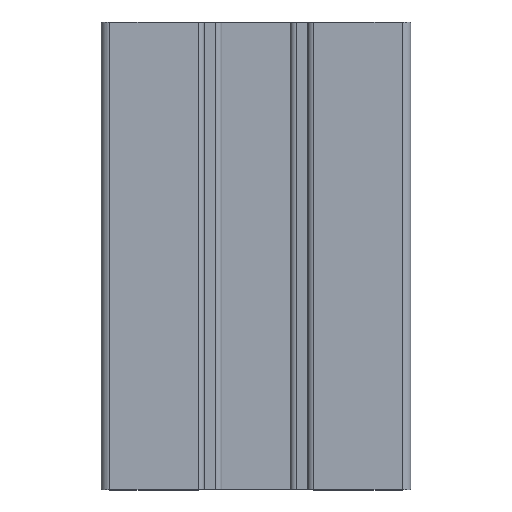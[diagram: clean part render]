
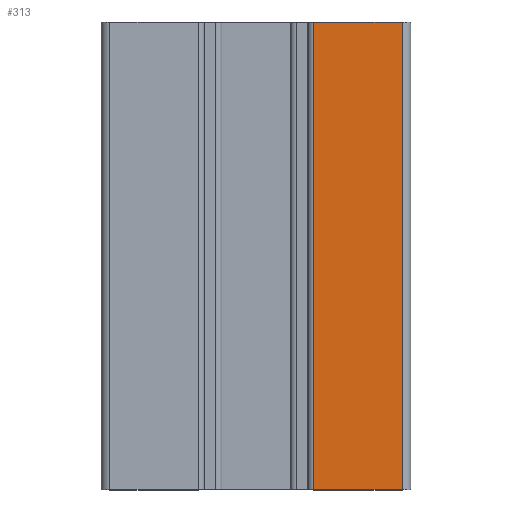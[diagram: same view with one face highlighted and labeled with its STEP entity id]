
A CAD part, top view. The second image highlights one B-rep face of the part: STEP entity #313.
In plain terms, the highlighted planar face has unit normal (0, 0, 1).
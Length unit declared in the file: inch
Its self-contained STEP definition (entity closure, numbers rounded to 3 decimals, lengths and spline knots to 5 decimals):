
#250=CARTESIAN_POINT('',(15.73569,14.39204,0.39952));
#251=VERTEX_POINT('',#250);
#259=CARTESIAN_POINT('',(15.73569,8.39204,0.39952));
#260=VERTEX_POINT('',#259);
#261=CARTESIAN_POINT('',(15.73569,11.39204,0.39952));
#262=DIRECTION('',(0.,-1.,0.));
#263=VECTOR('',#262,1.);
#264=LINE('',#261,#263);
#265=EDGE_CURVE('',#251,#260,#264,.T.);
#283=CARTESIAN_POINT('',(14.60318,14.39204,0.39952));
#284=VERTEX_POINT('',#283);
#285=CARTESIAN_POINT('',(15.73569,14.39204,0.39952));
#286=DIRECTION('',(-1.,0.,0.));
#287=VECTOR('',#286,1.);
#288=LINE('',#285,#287);
#289=EDGE_CURVE('',#251,#284,#288,.T.);
#290=ORIENTED_EDGE('',*,*,#289,.T.);
#291=CARTESIAN_POINT('',(14.60318,8.39204,0.39952));
#292=VERTEX_POINT('',#291);
#293=CARTESIAN_POINT('',(14.60318,11.39204,0.39952));
#294=DIRECTION('',(0.,1.,0.));
#295=VECTOR('',#294,1.);
#296=LINE('',#293,#295);
#297=EDGE_CURVE('',#292,#284,#296,.T.);
#298=ORIENTED_EDGE('',*,*,#297,.F.);
#299=CARTESIAN_POINT('',(15.73569,8.39204,0.39952));
#300=DIRECTION('',(1.,0.,0.));
#301=VECTOR('',#300,1.);
#302=LINE('',#299,#301);
#303=EDGE_CURVE('',#292,#260,#302,.T.);
#304=ORIENTED_EDGE('',*,*,#303,.T.);
#305=ORIENTED_EDGE('',*,*,#265,.F.);
#306=EDGE_LOOP('',(#290,#298,#304,#305));
#307=FACE_OUTER_BOUND('',#306,.T.);
#308=CARTESIAN_POINT('',(15.16944,11.39204,0.39952));
#309=DIRECTION('',(0.,0.,1.));
#310=DIRECTION('',(1.,0.,0.));
#311=AXIS2_PLACEMENT_3D('',#308,#309,#310);
#312=PLANE('',#311);
#313=ADVANCED_FACE('',(#307),#312,.T.);
